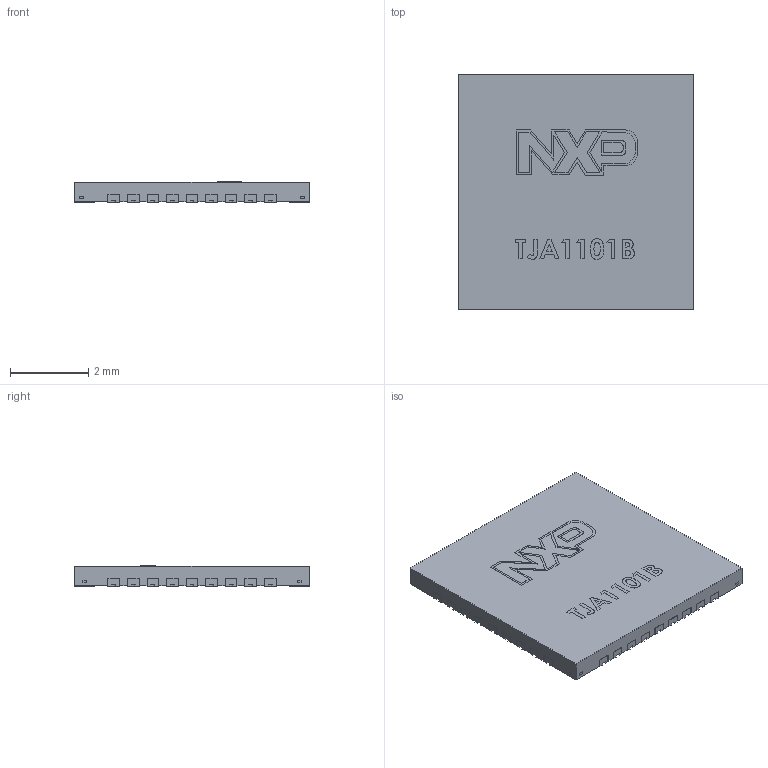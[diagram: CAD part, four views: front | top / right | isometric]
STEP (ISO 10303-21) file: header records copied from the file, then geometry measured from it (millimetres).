
FILE_DESCRIPTION (( 'STEP AP203' ), '1' );
FILE_NAME ('TJA1101B.STEP', '2022-06-05T11:13:51', ( '' ), ( '' ), 'SwSTEP 2.0', 'SolidWorks 2020', '' );
FILE_SCHEMA (( 'CONFIG_CONTROL_DESIGN' ));
Length unit declared in the file: millimetre
Products named in the file (1): TJA1101B
Bounding box: 6.02 x 6.02 x 0.51 mm (x, y, z)
Volume: 18 mm3; surface area: 85.3 mm2
Topology: 1 solids, 1 shells, 589 faces, 1680 edges, 1120 vertices
Faces by surface type: plane 461, cylinder 105, bspline 23
Entity records: 20387 total; most frequent: CARTESIAN_POINT 4877, ORIENTED_EDGE 3360, DIRECTION 2978, EDGE_CURVE 1680, VECTOR 1424, LINE 1424, VERTEX_POINT 1120, AXIS2_PLACEMENT_3D 777
